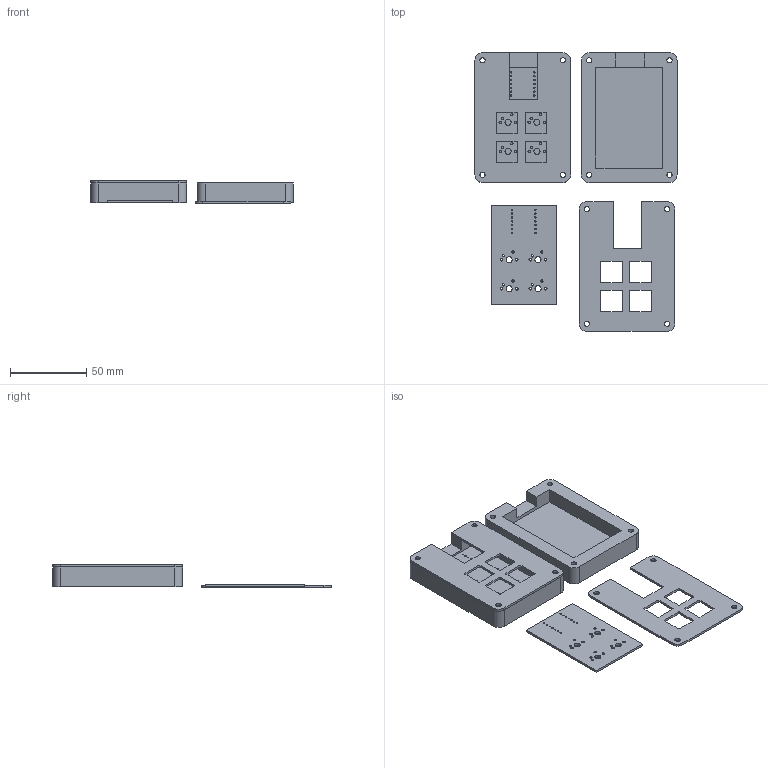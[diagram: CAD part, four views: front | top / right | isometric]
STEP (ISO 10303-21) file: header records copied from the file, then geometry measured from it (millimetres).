
FILE_DESCRIPTION(/* description */ (''),/* implementation_level */ '2;1');
FILE_NAME(/* name */ 'NuevoProyectoAssembled.step',/* time_stamp */ '2025-12-08T23:49:02+01:00',/* author */ (''),/* organization */ (''),/* preprocessor_version */ 'ST-DEVELOPER v20.1',/* originating_system */ 'Autodesk Translation Framework v14.21.0.0',/* authorisation */ '');
FILE_SCHEMA (('AUTOMOTIVE_DESIGN { 1 0 10303 214 3 1 1 }'));
Length unit declared in the file: millimetre
Products named in the file (7): 2025-12-08-23-37-01-138; NuevoProyecto 1; 2025-12-08-21-39-26-364; 2025-12-08-21-40-12-610; 2025-12-08-16-01-22-820; NuevoProyecto 1_1; NuevoProyecto_PCB
Assembly tree (9 placements, depth 3):
  2025-12-08-23-37-01-138
    2025-12-08-21-39-26-364  x2
      2025-12-08-21-40-12-610
    NuevoProyecto 1
      NuevoProyecto_PCB
    2025-12-08-16-01-22-820  x2
    NuevoProyecto 1_1
      NuevoProyecto_PCB
Bounding box: 132.88 x 183.09 x 14.93 mm (x, y, z)
Volume: 96628.6 mm3; surface area: 63796.6 mm2
Topology: 6 solids, 6 shells, 714 faces, 1968 edges, 1312 vertices
Faces by surface type: bspline 304, plane 270, cylinder 140
Full cylindrical faces by diameter (mm): 0.889 x28, 1.5 x16, 1.7 x16, 3.4 x16, 4 x8, 6 x8
Entity records: 13170 total; most frequent: CARTESIAN_POINT 4597, ORIENTED_EDGE 1968, DIRECTION 1262, EDGE_CURVE 984, VERTEX_POINT 656, LINE 540, VECTOR 540, EDGE_LOOP 472
